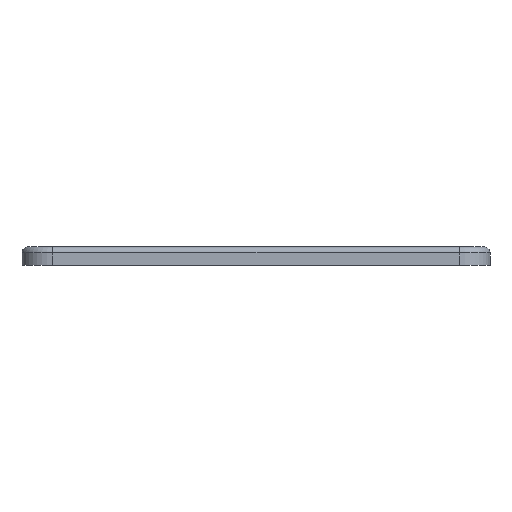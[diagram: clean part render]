
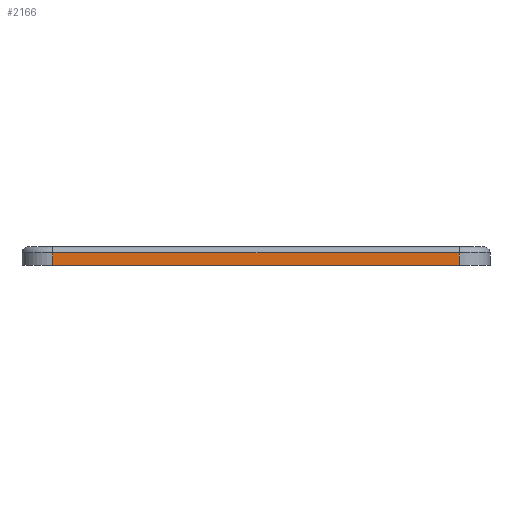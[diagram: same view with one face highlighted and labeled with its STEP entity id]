
A CAD part, left-side view. The second image highlights one B-rep face of the part: STEP entity #2166.
In plain terms, the highlighted planar face has unit normal (-1, 0, 0).
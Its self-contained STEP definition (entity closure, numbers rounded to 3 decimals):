
#206=PLANE('',#2402);
#316=FACE_OUTER_BOUND('',#456,.T.);
#456=EDGE_LOOP('',(#1997,#1998,#1999,#2000));
#521=LINE('',#3298,#721);
#530=LINE('',#3324,#730);
#532=LINE('',#3329,#732);
#575=LINE('',#3503,#775);
#721=VECTOR('',#2619,10.);
#730=VECTOR('',#2648,10.);
#732=VECTOR('',#2654,10.);
#775=VECTOR('',#2789,10.);
#970=VERTEX_POINT('',#3292);
#971=VERTEX_POINT('',#3296);
#978=VERTEX_POINT('',#3322);
#979=VERTEX_POINT('',#3327);
#1188=EDGE_CURVE('',#970,#971,#521,.T.);
#1201=EDGE_CURVE('',#978,#970,#530,.T.);
#1204=EDGE_CURVE('',#979,#978,#532,.T.);
#1291=EDGE_CURVE('',#971,#979,#575,.T.);
#1997=ORIENTED_EDGE('',*,*,#1188,.F.);
#1998=ORIENTED_EDGE('',*,*,#1201,.F.);
#1999=ORIENTED_EDGE('',*,*,#1204,.F.);
#2000=ORIENTED_EDGE('',*,*,#1291,.F.);
#2166=ADVANCED_FACE('',(#316),#206,.T.);
#2402=AXIS2_PLACEMENT_3D('',#3675,#3047,#3048);
#2619=DIRECTION('',(0.,-1.,0.));
#2648=DIRECTION('',(0.,0.,1.));
#2654=DIRECTION('',(0.,1.,0.));
#2789=DIRECTION('',(0.,0.,-1.));
#3047=DIRECTION('center_axis',(-1.,0.,0.));
#3048=DIRECTION('ref_axis',(0.,-1.,0.));
#3292=CARTESIAN_POINT('',(-48.37,33.225,15.));
#3296=CARTESIAN_POINT('',(-48.37,-33.225,15.));
#3298=CARTESIAN_POINT('',(-48.37,19.113,15.));
#3322=CARTESIAN_POINT('',(-48.37,33.225,13.));
#3324=CARTESIAN_POINT('',(-48.37,33.225,13.));
#3327=CARTESIAN_POINT('',(-48.37,-33.225,13.));
#3329=CARTESIAN_POINT('',(-48.37,19.113,13.));
#3503=CARTESIAN_POINT('',(-48.37,-33.225,13.));
#3675=CARTESIAN_POINT('Origin',(-48.37,38.225,13.));
